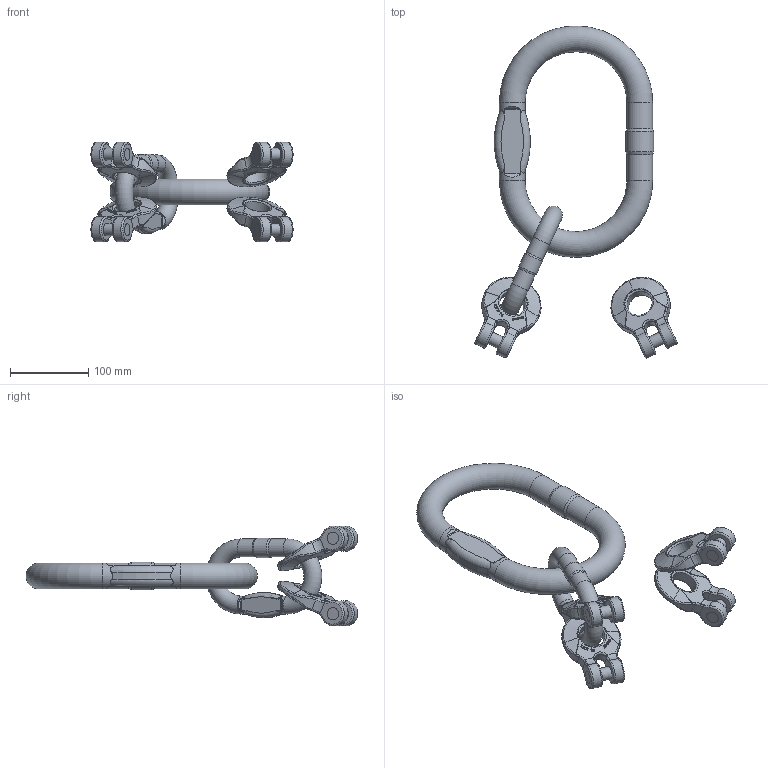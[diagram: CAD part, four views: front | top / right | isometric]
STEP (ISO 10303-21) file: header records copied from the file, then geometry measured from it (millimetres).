
FILE_DESCRIPTION(/* description */ (''),/* implementation_level */ '2;1');
FILE_NAME(/* name */ 'pewag_KMGW_4-13',/* time_stamp */ '2010-03-02T10:55:05+01:00',/* author */ (''),/* organization */ (''),/* preprocessor_version */ 'ST-DEVELOPER v9',/* originating_system */ 'UGS - NX 4.0',/* authorisation */ '');
FILE_SCHEMA (('AUTOMOTIVE_DESIGN { 1 0 10303 214 1 1 1 1 }'));
Length unit declared in the file: millimetre
Products named in the file (1): rit707Bn50e
Bounding box: 258.5 x 424.49 x 127.55 mm (x, y, z)
Volume: 1084930 mm3; surface area: 182759.1 mm2
Topology: 10 solids, 10 shells, 1120 faces, 2916 edges, 1854 vertices
Faces by surface type: plane 396, extrusion 372, bspline 142, torus 108, cylinder 82, sphere 16, cone 4
Full cylindrical faces by diameter (mm): 16 x12, 23 x4, 24.725 x1, 33 x8, 35.475 x1
Entity records: 42003 total; most frequent: CARTESIAN_POINT 17658, ORIENTED_EDGE 5688, DIRECTION 3542, EDGE_CURVE 2844, VERTEX_POINT 1842, B_SPLINE_CURVE_WITH_KNOTS 1714, VECTOR 1420, EDGE_LOOP 1246
